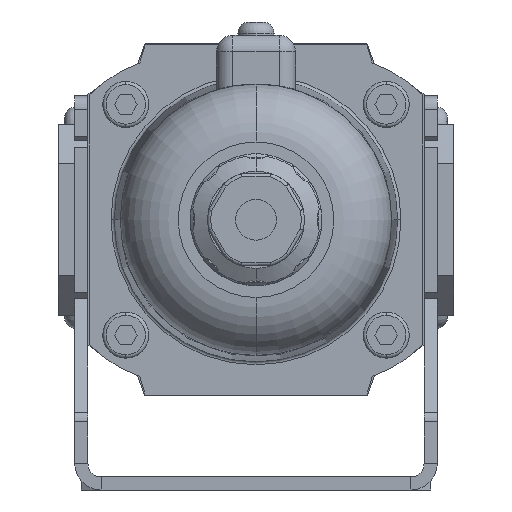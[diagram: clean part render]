
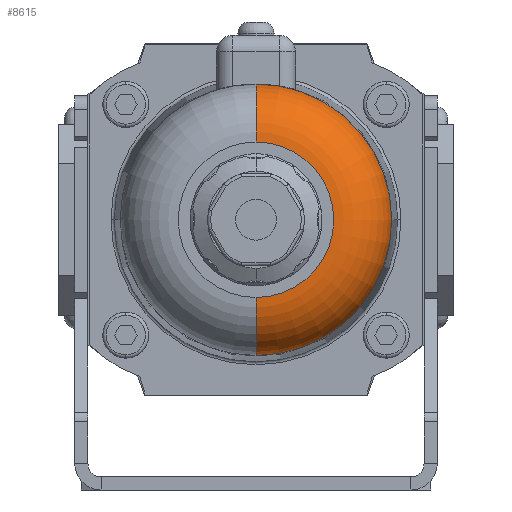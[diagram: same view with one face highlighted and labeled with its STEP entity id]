
A CAD part, front view. The second image highlights one B-rep face of the part: STEP entity #8615.
In plain terms, the highlighted toroidal (fillet/blend) face has major radius 11.794 mm and minor radius 8.8 mm.
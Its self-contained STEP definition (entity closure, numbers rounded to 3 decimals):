
#165 = CARTESIAN_POINT ( 'NONE',  ( 0., -112.305, 20.593 ) ) ;
#340 = ORIENTED_EDGE ( 'NONE', *, *, #9329, .T. ) ;
#502 = DIRECTION ( 'NONE',  ( -1., 0., 0. ) ) ;
#616 = EDGE_CURVE ( 'NONE', #12052, #8320, #12273, .T. ) ;
#1386 = EDGE_CURVE ( 'NONE', #4221, #7365, #12275, .T. ) ;
#1411 = DIRECTION ( 'NONE',  ( -1., 0., 0. ) ) ;
#2425 = CARTESIAN_POINT ( 'NONE',  ( 0., -112.2, 11.794 ) ) ;
#2439 = CIRCLE ( 'NONE', #2735, 8.8 ) ;
#2735 = AXIS2_PLACEMENT_3D ( 'NONE', #2425, #9279, #3405 ) ;
#3304 = AXIS2_PLACEMENT_3D ( 'NONE', #7240, #1411, #8238 ) ;
#3405 = DIRECTION ( 'NONE',  ( 0., 0., -1. ) ) ;
#3420 = CARTESIAN_POINT ( 'NONE',  ( 0., -121., 11.794 ) ) ;
#3438 = EDGE_CURVE ( 'NONE', #8320, #11767, #12260, .T. ) ;
#3744 = ORIENTED_EDGE ( 'NONE', *, *, #1386, .F. ) ;
#3852 = CARTESIAN_POINT ( 'NONE',  ( 0., -121., 0. ) ) ;
#3954 = DIRECTION ( 'NONE',  ( 0., -1., 0. ) ) ;
#4221 = VERTEX_POINT ( 'NONE', #9525 ) ;
#4565 = DIRECTION ( 'NONE',  ( 0., 1., 0. ) ) ;
#4573 = EDGE_LOOP ( 'NONE', ( #9319, #340, #3744, #10048, #11258 ) ) ;
#4607 = FACE_OUTER_BOUND ( 'NONE', #4573, .T. ) ;
#4617 = CIRCLE ( 'NONE', #3304, 8.8 ) ;
#4797 = AXIS2_PLACEMENT_3D ( 'NONE', #10831, #3954, #6928 ) ;
#4846 = DIRECTION ( 'NONE',  ( 0., 0., -1. ) ) ;
#5666 = AXIS2_PLACEMENT_3D ( 'NONE', #12241, #6389, #502 ) ;
#6389 = DIRECTION ( 'NONE',  ( 0., 1., 0. ) ) ;
#6891 = TOROIDAL_SURFACE ( 'NONE', #4797, 11.794, 8.8 ) ;
#6928 = DIRECTION ( 'NONE',  ( 0., 0., -1. ) ) ;
#7240 = CARTESIAN_POINT ( 'NONE',  ( 0., -112.2, -11.794 ) ) ;
#7365 = VERTEX_POINT ( 'NONE', #3420 ) ;
#8090 = EDGE_CURVE ( 'NONE', #11767, #4221, #4617, .T. ) ;
#8238 = DIRECTION ( 'NONE',  ( 0., 0., 1. ) ) ;
#8320 = VERTEX_POINT ( 'NONE', #9536 ) ;
#8436 = CARTESIAN_POINT ( 'NONE',  ( 0., -112.305, -20.593 ) ) ;
#8615 = ADVANCED_FACE ( 'NONE', ( #4607 ), #6891, .T. ) ;
#9057 = AXIS2_PLACEMENT_3D ( 'NONE', #10415, #4565, #11413 ) ;
#9279 = DIRECTION ( 'NONE',  ( 1., 0., 0. ) ) ;
#9319 = ORIENTED_EDGE ( 'NONE', *, *, #616, .F. ) ;
#9329 = EDGE_CURVE ( 'NONE', #12052, #7365, #2439, .T. ) ;
#9525 = CARTESIAN_POINT ( 'NONE',  ( 0., -121., -11.794 ) ) ;
#9536 = CARTESIAN_POINT ( 'NONE',  ( 20.593, -112.305, 0. ) ) ;
#10048 = ORIENTED_EDGE ( 'NONE', *, *, #8090, .F. ) ;
#10185 = AXIS2_PLACEMENT_3D ( 'NONE', #3852, #10699, #4846 ) ;
#10415 = CARTESIAN_POINT ( 'NONE',  ( 0., -112.305, 0. ) ) ;
#10699 = DIRECTION ( 'NONE',  ( 0., -1., 0. ) ) ;
#10831 = CARTESIAN_POINT ( 'NONE',  ( 0., -112.2, 0. ) ) ;
#11258 = ORIENTED_EDGE ( 'NONE', *, *, #3438, .F. ) ;
#11413 = DIRECTION ( 'NONE',  ( -1., 0., 0. ) ) ;
#11767 = VERTEX_POINT ( 'NONE', #8436 ) ;
#12052 = VERTEX_POINT ( 'NONE', #165 ) ;
#12241 = CARTESIAN_POINT ( 'NONE',  ( 0., -112.305, 0. ) ) ;
#12260 = CIRCLE ( 'NONE', #9057, 20.593 ) ;
#12273 = CIRCLE ( 'NONE', #5666, 20.593 ) ;
#12275 = CIRCLE ( 'NONE', #10185, 11.794 ) ;
